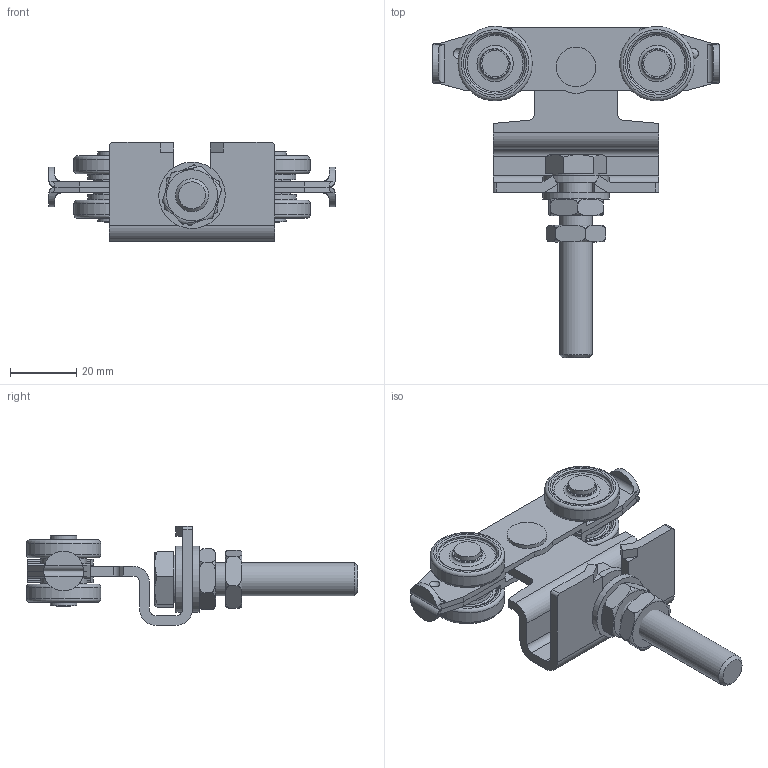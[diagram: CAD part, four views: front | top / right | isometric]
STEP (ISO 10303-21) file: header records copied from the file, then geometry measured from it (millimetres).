
FILE_DESCRIPTION(/* description */ (''),/* implementation_level */ '2;1');
FILE_NAME(/* name */ '99212XA2.stp',/* time_stamp */ '2019-08-23T07:35:35+02:00',/* author */ ('WG'),/* organization */ (''),/* preprocessor_version */ 'ST-DEVELOPER v17.2',/* originating_system */ 'Autodesk Inventor 2019',/* authorisation */ '');
FILE_SCHEMA (('AUTOMOTIVE_DESIGN { 1 0 10303 214 3 1 1 }'));
Length unit declared in the file: millimetre
Products named in the file (12): 99212XA2; 318425; 18413; 15863; 16185MONT; 04661; 13581; 09126; 06071; 18417; 15269; 18416
Assembly tree (20 placements, depth 3):
  99212XA2
    318425
      18413  x2
    15863  x4
    16185MONT  x2
    04661
    13581  x2
    06071  x2
    09126  x2
    18417
    15269  x2
    18416
Bounding box: 86.6 x 100.25 x 30 mm (x, y, z)
Volume: 32954.7 mm3; surface area: 27658.4 mm2
Topology: 19 solids, 19 shells, 435 faces, 1158 edges, 800 vertices
Faces by surface type: plane 240, cylinder 113, torus 36, cone 31, bspline 11, sphere 4
Full cylindrical faces by diameter (mm): 3.1 x2, 4 x2, 4.2 x2, 5 x2, 5.1 x6, 8 x4, 8.376 x2, 8.6 x4, 9 x4, 9.9 x1, 10 x1, 10.2 x3, 10.4 x2, 12 x1, 14 x4, 14.63 x1, 20.1 x2, 22.5 x4
Entity records: 8877 total; most frequent: CARTESIAN_POINT 1903, DIRECTION 1379, ORIENTED_EDGE 1334, EDGE_CURVE 667, AXIS2_PLACEMENT_3D 490, VERTEX_POINT 452, LINE 399, VECTOR 399
